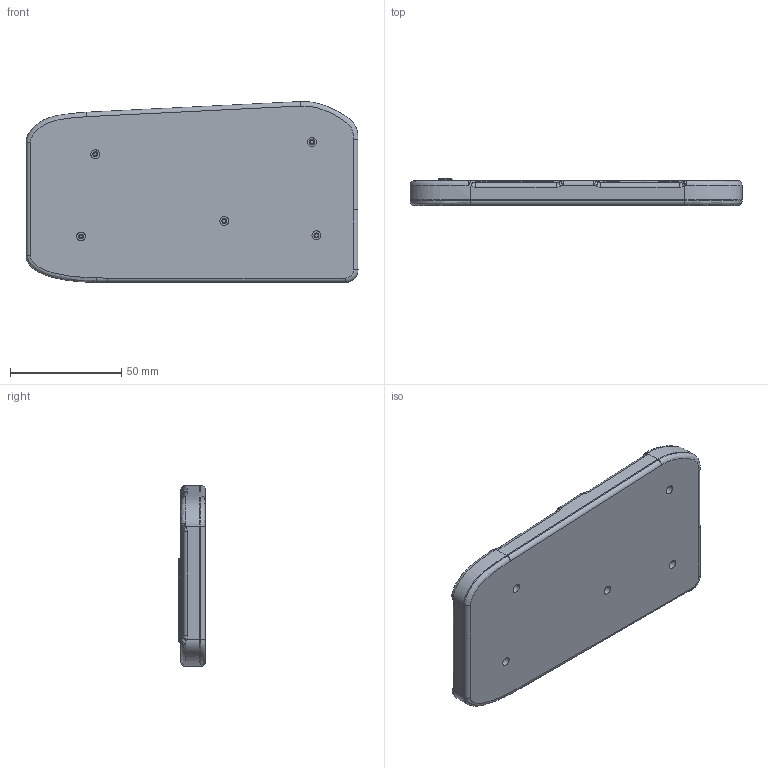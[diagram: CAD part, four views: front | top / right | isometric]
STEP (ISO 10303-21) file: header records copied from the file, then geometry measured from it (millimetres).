
FILE_DESCRIPTION(/* description */ (''),/* implementation_level */ '2;1');
FILE_NAME(/* name */ 'Pocket organ V15 enclosure v2.step',/* time_stamp */ '2020-09-30T21:43:34+08:00',/* author */ (''),/* organization */ (''),/* preprocessor_version */ 'ST-DEVELOPER v18.1',/* originating_system */ 'Autodesk Translation Framework v9.2.0.1227',/* authorisation */ '');
FILE_SCHEMA (('AUTOMOTIVE_DESIGN { 1 0 10303 214 3 1 1 }'));
Length unit declared in the file: millimetre
Products named in the file (1): Pocket organ V15 enclosure
Bounding box: 149.4 x 12.1 x 81.42 mm (x, y, z)
Volume: 49240.6 mm3; surface area: 56888.5 mm2
Topology: 2 solids, 2 shells, 584 faces, 1496 edges, 949 vertices
Faces by surface type: plane 291, bspline 189, cylinder 75, cone 23, torus 6
Full cylindrical faces by diameter (mm): 1.4 x2, 1.556 x2, 2.2 x5, 2.828 x1, 3.6 x4, 4 x5
Entity records: 28784 total; most frequent: CARTESIAN_POINT 15648, ORIENTED_EDGE 2988, DIRECTION 2203, EDGE_CURVE 1494, VERTEX_POINT 949, LINE 871, VECTOR 871, AXIS2_PLACEMENT_3D 666
